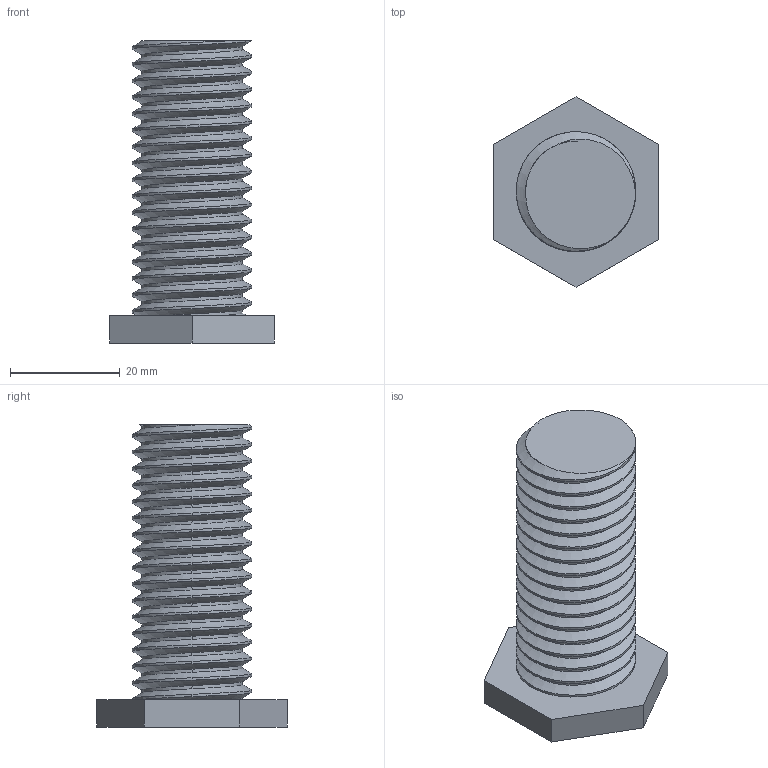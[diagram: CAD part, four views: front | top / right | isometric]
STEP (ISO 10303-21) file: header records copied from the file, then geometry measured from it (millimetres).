
FILE_DESCRIPTION(/* description */ (''),/* implementation_level */ '2;1');
FILE_NAME(/* name */ 'screw only.step',/* time_stamp */ '2022-05-10T15:34:38+02:00',/* author */ (''),/* organization */ (''),/* preprocessor_version */ 'ST-DEVELOPER v18.1',/* originating_system */ 'Autodesk Translation Framework v10.14.0.1471',/* authorisation */ '');
FILE_SCHEMA (('AUTOMOTIVE_DESIGN { 1 0 10303 214 3 1 1 }'));
Length unit declared in the file: millimetre
Products named in the file (1): Headset Holder  with cable
Bounding box: 30 x 34.64 x 55 mm (x, y, z)
Volume: 19604.2 mm3; surface area: 7294.3 mm2
Topology: 1 solids, 1 shells, 47 faces, 132 edges, 88 vertices
Faces by surface type: cylinder 36, plane 9, bspline 2
Full cylindrical faces by diameter (mm): 18.337 x16, 21.765 x16
Entity records: 5488 total; most frequent: CARTESIAN_POINT 4388, ORIENTED_EDGE 264, DIRECTION 154, EDGE_CURVE 132, VERTEX_POINT 88, B_SPLINE_CURVE_WITH_KNOTS 75, LINE 52, VECTOR 52
